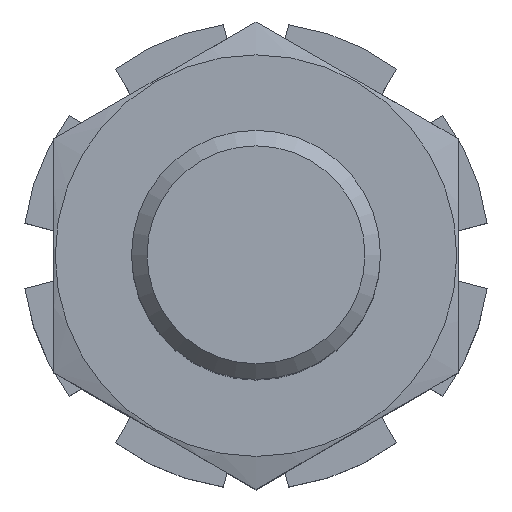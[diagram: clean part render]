
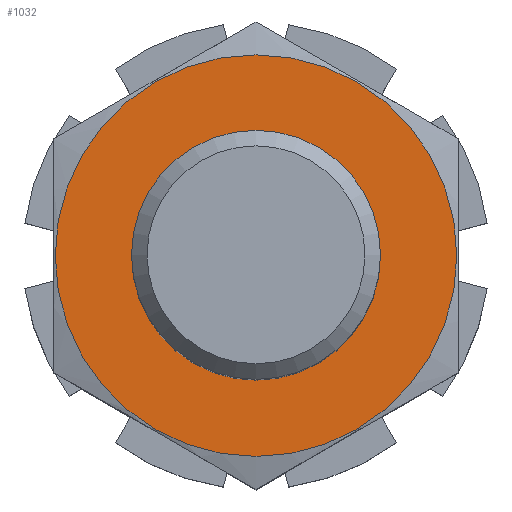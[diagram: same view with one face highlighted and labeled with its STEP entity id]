
A CAD part, top view. The second image highlights one B-rep face of the part: STEP entity #1032.
In plain terms, the highlighted face is planar.
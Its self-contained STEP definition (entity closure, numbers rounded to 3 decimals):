
#61=CIRCLE('',#1144,4.);
#62=CIRCLE('',#1145,6.45);
#209=ORIENTED_EDGE('',*,*,#461,.F.);
#210=ORIENTED_EDGE('',*,*,#462,.T.);
#461=EDGE_CURVE('',#593,#593,#61,.T.);
#462=EDGE_CURVE('',#594,#594,#62,.T.);
#593=VERTEX_POINT('',#1687);
#594=VERTEX_POINT('',#1689);
#852=EDGE_LOOP('',(#209));
#853=EDGE_LOOP('',(#210));
#929=FACE_BOUND('',#852,.T.);
#930=FACE_BOUND('',#853,.T.);
#992=PLANE('',#1143);
#1032=ADVANCED_FACE('',(#929,#930),#992,.F.);
#1143=AXIS2_PLACEMENT_3D('',#1685,#1309,#1310);
#1144=AXIS2_PLACEMENT_3D('',#1686,#1311,#1312);
#1145=AXIS2_PLACEMENT_3D('',#1688,#1313,#1314);
#1309=DIRECTION('',(0.,1.,0.));
#1310=DIRECTION('',(0.,0.,1.));
#1311=DIRECTION('',(0.,-1.,0.));
#1312=DIRECTION('',(0.,0.,-1.));
#1313=DIRECTION('',(0.,-1.,0.));
#1314=DIRECTION('',(0.,0.,-1.));
#1685=CARTESIAN_POINT('',(6.45,-4.,0.));
#1686=CARTESIAN_POINT('',(0.,-4.,0.));
#1687=CARTESIAN_POINT('',(0.,-4.,-4.));
#1688=CARTESIAN_POINT('',(0.,-4.,0.));
#1689=CARTESIAN_POINT('',(0.,-4.,-6.45));
